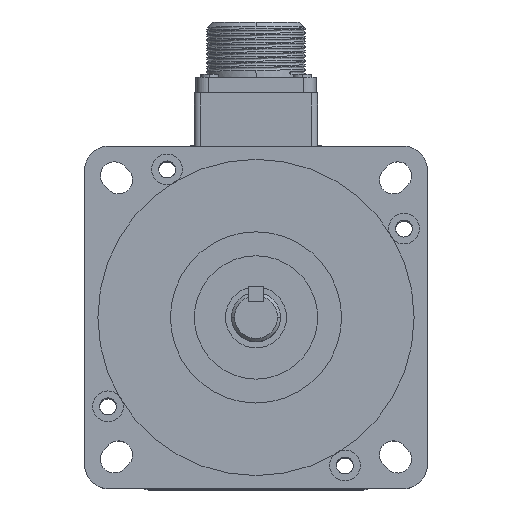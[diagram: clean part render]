
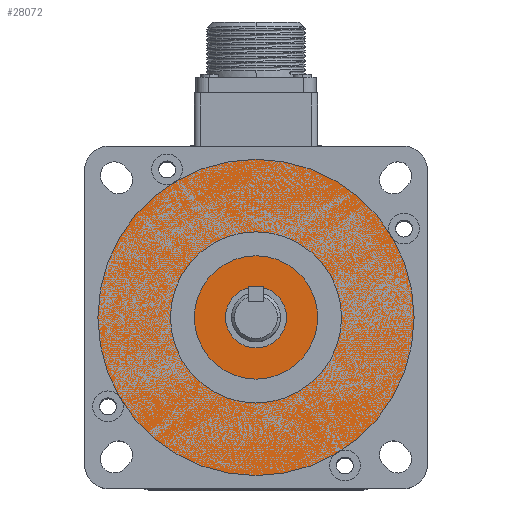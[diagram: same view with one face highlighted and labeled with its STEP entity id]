
A CAD part, top view. The second image highlights one B-rep face of the part: STEP entity #28072.
In plain terms, the highlighted planar face has unit normal (0, 0, 1).
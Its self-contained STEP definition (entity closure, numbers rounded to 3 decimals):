
#306 = ORIENTED_EDGE ( 'NONE', *, *, #20561, .F. ) ;
#1662 = AXIS2_PLACEMENT_3D ( 'NONE', #12437, #12444, #12445 ) ;
#6057 = CARTESIAN_POINT ( 'NONE',  ( -104.477, 14.027, 129.879 ) ) ;
#6058 = DIRECTION ( 'NONE',  ( 0., 0., -1. ) ) ;
#6059 = DIRECTION ( 'NONE',  ( -1., 0., 0. ) ) ;
#7169 = AXIS2_PLACEMENT_3D ( 'NONE', #6057, #6058, #6059 ) ;
#7175 = CIRCLE ( 'NONE', #7169, 51.282 ) ;
#8062 = CARTESIAN_POINT ( 'NONE',  ( -155.759, 14.027, 129.879 ) ) ;
#8094 = CARTESIAN_POINT ( 'NONE',  ( -53.195, 14.027, 129.879 ) ) ;
#12437 = CARTESIAN_POINT ( 'NONE',  ( -104.477, 14.027, 129.879 ) ) ;
#12438 = FACE_OUTER_BOUND ( 'NONE', #18078, .T. ) ;
#12443 = PLANE ( 'NONE',  #1662 ) ;
#12444 = DIRECTION ( 'NONE',  ( 0., 0., -1. ) ) ;
#12445 = DIRECTION ( 'NONE',  ( -1., 0., 0. ) ) ;
#14136 = ORIENTED_EDGE ( 'NONE', *, *, #32933, .F. ) ;
#18078 = EDGE_LOOP ( 'NONE', ( #14136, #306 ) ) ;
#20561 = EDGE_CURVE ( 'NONE', #26020, #26094, #28444, .T. ) ;
#26020 = VERTEX_POINT ( 'NONE', #8062 ) ;
#26094 = VERTEX_POINT ( 'NONE', #8094 ) ;
#28072 = ADVANCED_FACE ( 'NONE', ( #12438 ), #12443, .F. ) ;
#28444 = CIRCLE ( 'NONE', #28457, 51.282 ) ;
#28457 = AXIS2_PLACEMENT_3D ( 'NONE', #33775, #33776, #33777 ) ;
#32933 = EDGE_CURVE ( 'NONE', #26094, #26020, #7175, .T. ) ;
#33775 = CARTESIAN_POINT ( 'NONE',  ( -104.477, 14.027, 129.879 ) ) ;
#33776 = DIRECTION ( 'NONE',  ( 0., 0., -1. ) ) ;
#33777 = DIRECTION ( 'NONE',  ( -1., 0., 0. ) ) ;
